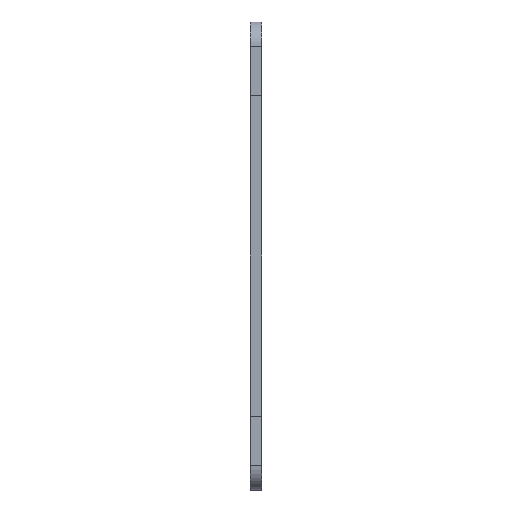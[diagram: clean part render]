
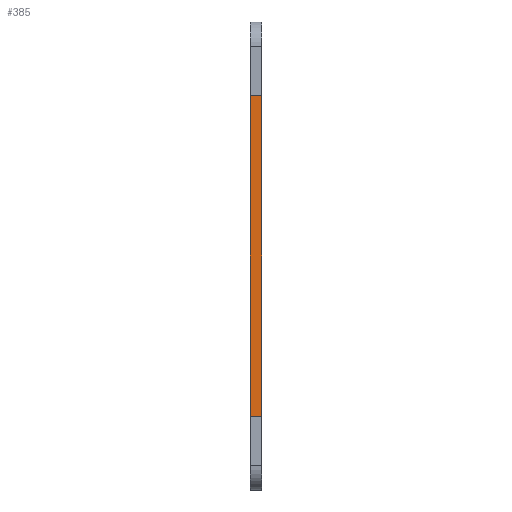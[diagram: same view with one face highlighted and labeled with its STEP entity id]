
A CAD part, left-side view. The second image highlights one B-rep face of the part: STEP entity #385.
In plain terms, the highlighted planar face has unit normal (-1, 0, 0).
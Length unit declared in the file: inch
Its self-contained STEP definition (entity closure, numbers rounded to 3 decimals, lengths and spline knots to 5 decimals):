
#163 = VERTEX_POINT ( 'NONE', #995 ) ;
#168 = EDGE_CURVE ( 'NONE', #171, #163, #989, .T. ) ;
#171 = VERTEX_POINT ( 'NONE', #980 ) ;
#246 = VERTEX_POINT ( 'NONE', #1167 ) ;
#273 = VERTEX_POINT ( 'NONE', #1181 ) ;
#275 = EDGE_CURVE ( 'NONE', #246, #273, #1179, .T. ) ;
#332 = EDGE_CURVE ( 'NONE', #171, #246, #1275, .T. ) ;
#335 = EDGE_LOOP ( 'NONE', ( #386, #387, #389, #390 ) ) ;
#385 = ADVANCED_FACE ( 'NONE', ( #1386 ), #1385, .F. ) ;
#386 = ORIENTED_EDGE ( 'NONE', *, *, #275, .T. ) ;
#387 = ORIENTED_EDGE ( 'NONE', *, *, #388, .F. ) ;
#388 = EDGE_CURVE ( 'NONE', #163, #273, #1380, .T. ) ;
#389 = ORIENTED_EDGE ( 'NONE', *, *, #168, .F. ) ;
#390 = ORIENTED_EDGE ( 'NONE', *, *, #332, .T. ) ;
#980 = CARTESIAN_POINT ( 'NONE',  ( 0.814, 0.06, -2. ) ) ;
#986 = DIRECTION ( 'NONE',  ( 0., 0., 1. ) ) ;
#987 = VECTOR ( 'NONE', #986, 39.37008 ) ;
#988 = CARTESIAN_POINT ( 'NONE',  ( 0.814, 0.06, -0.375 ) ) ;
#989 = LINE ( 'NONE', #988, #987 ) ;
#995 = CARTESIAN_POINT ( 'NONE',  ( 0.814, 0.06, -0.375 ) ) ;
#1167 = CARTESIAN_POINT ( 'NONE',  ( 0.814, 0., -2. ) ) ;
#1179 = LINE ( 'NONE', #1240, #1239 ) ;
#1181 = CARTESIAN_POINT ( 'NONE',  ( 0.814, 0., -0.375 ) ) ;
#1238 = DIRECTION ( 'NONE',  ( 0., 0., 1. ) ) ;
#1239 = VECTOR ( 'NONE', #1238, 39.37008 ) ;
#1240 = CARTESIAN_POINT ( 'NONE',  ( 0.814, 0., -0.375 ) ) ;
#1273 = DIRECTION ( 'NONE',  ( 0., -1., 0. ) ) ;
#1274 = CARTESIAN_POINT ( 'NONE',  ( 0.814, 0.06, -2. ) ) ;
#1275 = LINE ( 'NONE', #1274, #1335 ) ;
#1335 = VECTOR ( 'NONE', #1273, 39.37008 ) ;
#1377 = DIRECTION ( 'NONE',  ( 0., -1., 0. ) ) ;
#1378 = VECTOR ( 'NONE', #1377, 39.37008 ) ;
#1379 = CARTESIAN_POINT ( 'NONE',  ( 0.814, 0.06, -0.375 ) ) ;
#1380 = LINE ( 'NONE', #1379, #1378 ) ;
#1381 = DIRECTION ( 'NONE',  ( 0., 0., -1. ) ) ;
#1382 = DIRECTION ( 'NONE',  ( 1., 0., 0. ) ) ;
#1383 = CARTESIAN_POINT ( 'NONE',  ( 0.814, 0.06, -0.375 ) ) ;
#1384 = AXIS2_PLACEMENT_3D ( 'NONE', #1383, #1382, #1381 ) ;
#1385 = PLANE ( 'NONE',  #1384 ) ;
#1386 = FACE_OUTER_BOUND ( 'NONE', #335, .T. ) ;
